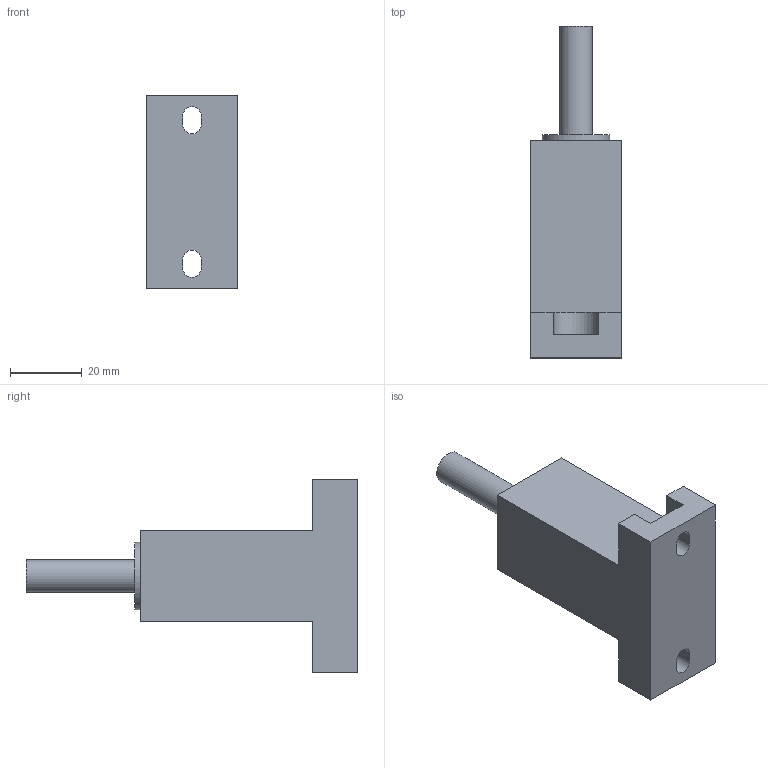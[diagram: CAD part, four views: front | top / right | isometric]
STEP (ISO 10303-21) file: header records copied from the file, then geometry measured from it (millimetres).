
FILE_DESCRIPTION(/* description */ (''),/* implementation_level */ '2;1');
FILE_NAME(/* name */ 'fuse holder.stp',/* time_stamp */ '2020-12-15T17:03:02-05:00',/* author */ ('Alex Dhawan'),/* organization */ (''),/* preprocessor_version */ 'ST-DEVELOPER v17',/* originating_system */ 'Autodesk Inventor 2018',/* authorisation */ '');
FILE_SCHEMA (('AUTOMOTIVE_DESIGN { 1 0 10303 214 3 1 1 }'));
Length unit declared in the file: inch
Products named in the file (1): fuse holder
Bounding box: 25.4 x 92.58 x 53.98 mm (x, y, z)
Volume: 48318.7 mm3; surface area: 11031.1 mm2
Topology: 1 solids, 1 shells, 32 faces, 82 edges, 54 vertices
Faces by surface type: plane 24, cylinder 8
Full cylindrical faces by diameter (mm): 9.195 x1, 18.796 x1
Entity records: 1017 total; most frequent: CARTESIAN_POINT 169, DIRECTION 166, ORIENTED_EDGE 164, EDGE_CURVE 82, LINE 64, VECTOR 64, VERTEX_POINT 54, AXIS2_PLACEMENT_3D 51
